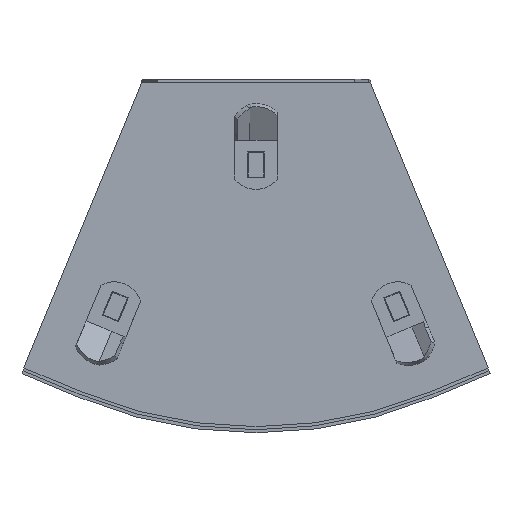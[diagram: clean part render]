
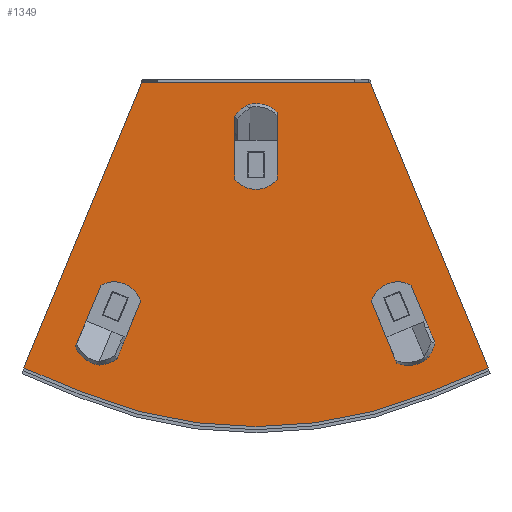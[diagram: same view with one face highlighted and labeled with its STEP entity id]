
A CAD part, front view. The second image highlights one B-rep face of the part: STEP entity #1349.
In plain terms, the highlighted planar face has unit normal (0, -1, 0).
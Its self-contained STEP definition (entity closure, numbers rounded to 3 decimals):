
#61 = CARTESIAN_POINT ( 'NONE',  ( -46.012, -1., -91.789 ) ) ;
#75 = CARTESIAN_POINT ( 'NONE',  ( 37.332, -1., -12.481 ) ) ;
#105 = CARTESIAN_POINT ( 'NONE',  ( 37.279, -1., -12.304 ) ) ;
#115 = VECTOR ( 'NONE', #554, 1000. ) ;
#117 = DIRECTION ( 'NONE',  ( 0., -1., 0. ) ) ;
#133 = AXIS2_PLACEMENT_3D ( 'NONE', #2800, #829, #202 ) ;
#137 = CARTESIAN_POINT ( 'NONE',  ( -56.734, -1., -113.668 ) ) ;
#141 = CIRCLE ( 'NONE', #1328, 148.5 ) ;
#161 = ORIENTED_EDGE ( 'NONE', *, *, #916, .F. ) ;
#167 = EDGE_CURVE ( 'NONE', #1658, #356, #565, .T. ) ;
#193 = LINE ( 'NONE', #463, #694 ) ;
#202 = DIRECTION ( 'NONE',  ( 0., 0., 1. ) ) ;
#217 = EDGE_CURVE ( 'NONE', #356, #1658, #1617, .T. ) ;
#220 = EDGE_CURVE ( 'NONE', #1486, #1276, #901, .T. ) ;
#234 = CARTESIAN_POINT ( 'NONE',  ( -37.561, -1., -12.987 ) ) ;
#240 = CARTESIAN_POINT ( 'NONE',  ( -46.012, -1., -85.639 ) ) ;
#261 = CARTESIAN_POINT ( 'NONE',  ( -37.399, -1., -12.655 ) ) ;
#273 = CARTESIAN_POINT ( 'NONE',  ( 56.734, -1., -113.668 ) ) ;
#323 = CIRCLE ( 'NONE', #1088, 6.15 ) ;
#356 = VERTEX_POINT ( 'NONE', #2801 ) ;
#375 = ORIENTED_EDGE ( 'NONE', *, *, #217, .F. ) ;
#381 = ORIENTED_EDGE ( 'NONE', *, *, #1266, .F. ) ;
#384 = DIRECTION ( 'NONE',  ( 0., 0., 1. ) ) ;
#391 = DIRECTION ( 'NONE',  ( 0., 1., 0. ) ) ;
#463 = CARTESIAN_POINT ( 'NONE',  ( 32.25, -1., 0. ) ) ;
#479 = EDGE_CURVE ( 'NONE', #871, #2359, #992, .T. ) ;
#481 = VERTEX_POINT ( 'NONE', #1959 ) ;
#485 = ORIENTED_EDGE ( 'NONE', *, *, #889, .F. ) ;
#515 = VERTEX_POINT ( 'NONE', #876 ) ;
#550 = CARTESIAN_POINT ( 'NONE',  ( 37.655, -1., -13.146 ) ) ;
#554 = DIRECTION ( 'NONE',  ( 0.382, 0., 0.924 ) ) ;
#565 = CIRCLE ( 'NONE', #2238, 6.15 ) ;
#595 = B_SPLINE_CURVE_WITH_KNOTS ( 'NONE', 3,
 ( #2693, #550, #2263, #1384, #75, #105 ),
 .UNSPECIFIED., .F., .F.,
 ( 4, 2, 4 ),
 ( 0.003, 0.003, 0.004 ),
 .UNSPECIFIED. ) ;
#598 = FACE_BOUND ( 'NONE', #1758, .T. ) ;
#634 = EDGE_CURVE ( 'NONE', #1917, #1276, #595, .T. ) ;
#642 = CARTESIAN_POINT ( 'NONE',  ( 75.956, -1., -105.722 ) ) ;
#644 = CARTESIAN_POINT ( 'NONE',  ( 75.956, -1., -105.722 ) ) ;
#694 = VECTOR ( 'NONE', #1987, 1000. ) ;
#715 = DIRECTION ( 'NONE',  ( -0.924, 0., -0.382 ) ) ;
#747 = AXIS2_PLACEMENT_3D ( 'NONE', #1914, #1673, #2792 ) ;
#760 = CIRCLE ( 'NONE', #133, 6.15 ) ;
#762 = ORIENTED_EDGE ( 'NONE', *, *, #220, .F. ) ;
#766 = CARTESIAN_POINT ( 'NONE',  ( 0., -1., -12.304 ) ) ;
#793 = EDGE_CURVE ( 'NONE', #1122, #481, #760, .T. ) ;
#809 = B_SPLINE_CURVE_WITH_KNOTS ( 'NONE', 3,
 ( #1554, #899, #234, #261, #2006, #1534 ),
 .UNSPECIFIED., .F., .F.,
 ( 4, 2, 4 ),
 ( 0.003, 0.003, 0.004 ),
 .UNSPECIFIED. ) ;
#829 = DIRECTION ( 'NONE',  ( 0., -1., 0. ) ) ;
#871 = VERTEX_POINT ( 'NONE', #642 ) ;
#876 = CARTESIAN_POINT ( 'NONE',  ( -75.956, -1., -105.722 ) ) ;
#877 = CARTESIAN_POINT ( 'NONE',  ( -37.279, -1., -12.304 ) ) ;
#889 = EDGE_CURVE ( 'NONE', #1106, #1486, #809, .T. ) ;
#899 = CARTESIAN_POINT ( 'NONE',  ( -37.655, -1., -13.146 ) ) ;
#901 = LINE ( 'NONE', #766, #1341 ) ;
#916 = EDGE_CURVE ( 'NONE', #1917, #871, #193, .T. ) ;
#954 = CIRCLE ( 'NONE', #1774, 6.15 ) ;
#965 = ORIENTED_EDGE ( 'NONE', *, *, #793, .F. ) ;
#967 = DIRECTION ( 'NONE',  ( 0., -1., 0. ) ) ;
#992 = LINE ( 'NONE', #644, #2808 ) ;
#1004 = EDGE_CURVE ( 'NONE', #1757, #2481, #954, .T. ) ;
#1006 = PLANE ( 'NONE',  #747 ) ;
#1080 = CARTESIAN_POINT ( 'NONE',  ( -46.012, -1., -79.489 ) ) ;
#1088 = AXIS2_PLACEMENT_3D ( 'NONE', #1176, #967, #1445 ) ;
#1090 = FACE_OUTER_BOUND ( 'NONE', #1223, .T. ) ;
#1106 = VERTEX_POINT ( 'NONE', #2476 ) ;
#1122 = VERTEX_POINT ( 'NONE', #2268 ) ;
#1145 = LINE ( 'NONE', #137, #2378 ) ;
#1176 = CARTESIAN_POINT ( 'NONE',  ( -46.012, -1., -85.639 ) ) ;
#1219 = DIRECTION ( 'NONE',  ( 0., 0., 1. ) ) ;
#1223 = EDGE_LOOP ( 'NONE', ( #161, #2310, #762, #485, #2234, #2341, #1481, #2668 ) ) ;
#1266 = EDGE_CURVE ( 'NONE', #2481, #1757, #323, .T. ) ;
#1276 = VERTEX_POINT ( 'NONE', #2314 ) ;
#1292 = ORIENTED_EDGE ( 'NONE', *, *, #1004, .F. ) ;
#1324 = EDGE_CURVE ( 'NONE', #481, #1122, #2425, .T. ) ;
#1328 = AXIS2_PLACEMENT_3D ( 'NONE', #2567, #391, #2317 ) ;
#1341 = VECTOR ( 'NONE', #2291, 1000. ) ;
#1349 = ADVANCED_FACE ( 'NONE', ( #2670, #598, #2028, #1090 ), #1006, .F. ) ;
#1384 = CARTESIAN_POINT ( 'NONE',  ( 37.399, -1., -12.655 ) ) ;
#1410 = CARTESIAN_POINT ( 'NONE',  ( -75.956, -1., -105.722 ) ) ;
#1413 = CARTESIAN_POINT ( 'NONE',  ( 0., -1., -39.3 ) ) ;
#1419 = DIRECTION ( 'NONE',  ( -0.924, 0., 0.382 ) ) ;
#1435 = ORIENTED_EDGE ( 'NONE', *, *, #167, .F. ) ;
#1445 = DIRECTION ( 'NONE',  ( 0., 0., 1. ) ) ;
#1481 = ORIENTED_EDGE ( 'NONE', *, *, #2782, .F. ) ;
#1486 = VERTEX_POINT ( 'NONE', #877 ) ;
#1534 = CARTESIAN_POINT ( 'NONE',  ( -37.279, -1., -12.304 ) ) ;
#1554 = CARTESIAN_POINT ( 'NONE',  ( -37.75, -1., -13.304 ) ) ;
#1574 = CARTESIAN_POINT ( 'NONE',  ( 46.012, -1., -91.789 ) ) ;
#1617 = CIRCLE ( 'NONE', #1848, 6.15 ) ;
#1658 = VERTEX_POINT ( 'NONE', #1574 ) ;
#1673 = DIRECTION ( 'NONE',  ( 0., 1., 0. ) ) ;
#1757 = VERTEX_POINT ( 'NONE', #61 ) ;
#1758 = EDGE_LOOP ( 'NONE', ( #375, #1435 ) ) ;
#1774 = AXIS2_PLACEMENT_3D ( 'NONE', #240, #2399, #2426 ) ;
#1786 = EDGE_CURVE ( 'NONE', #515, #1106, #2459, .T. ) ;
#1848 = AXIS2_PLACEMENT_3D ( 'NONE', #2102, #2727, #384 ) ;
#1875 = CARTESIAN_POINT ( 'NONE',  ( 46.012, -1., -85.639 ) ) ;
#1893 = DIRECTION ( 'NONE',  ( 0., -1., 0. ) ) ;
#1914 = CARTESIAN_POINT ( 'NONE',  ( 0., -1., 23.567 ) ) ;
#1917 = VERTEX_POINT ( 'NONE', #2514 ) ;
#1959 = CARTESIAN_POINT ( 'NONE',  ( 0., -1., -33.15 ) ) ;
#1987 = DIRECTION ( 'NONE',  ( 0.382, 0., -0.924 ) ) ;
#2006 = CARTESIAN_POINT ( 'NONE',  ( -37.332, -1., -12.481 ) ) ;
#2028 = FACE_BOUND ( 'NONE', #2375, .T. ) ;
#2082 = DIRECTION ( 'NONE',  ( 0., 0., 1. ) ) ;
#2102 = CARTESIAN_POINT ( 'NONE',  ( 46.012, -1., -85.639 ) ) ;
#2184 = AXIS2_PLACEMENT_3D ( 'NONE', #1413, #117, #2082 ) ;
#2234 = ORIENTED_EDGE ( 'NONE', *, *, #1786, .F. ) ;
#2238 = AXIS2_PLACEMENT_3D ( 'NONE', #1875, #1893, #1219 ) ;
#2263 = CARTESIAN_POINT ( 'NONE',  ( 37.561, -1., -12.987 ) ) ;
#2268 = CARTESIAN_POINT ( 'NONE',  ( 0., -1., -45.45 ) ) ;
#2291 = DIRECTION ( 'NONE',  ( 1., 0., 0. ) ) ;
#2310 = ORIENTED_EDGE ( 'NONE', *, *, #634, .T. ) ;
#2314 = CARTESIAN_POINT ( 'NONE',  ( 37.279, -1., -12.304 ) ) ;
#2317 = DIRECTION ( 'NONE',  ( 0., 0., 1. ) ) ;
#2341 = ORIENTED_EDGE ( 'NONE', *, *, #2692, .F. ) ;
#2359 = VERTEX_POINT ( 'NONE', #273 ) ;
#2375 = EDGE_LOOP ( 'NONE', ( #381, #1292 ) ) ;
#2378 = VECTOR ( 'NONE', #1419, 1000. ) ;
#2399 = DIRECTION ( 'NONE',  ( 0., -1., 0. ) ) ;
#2418 = EDGE_LOOP ( 'NONE', ( #2590, #965 ) ) ;
#2425 = CIRCLE ( 'NONE', #2184, 6.15 ) ;
#2426 = DIRECTION ( 'NONE',  ( 0., 0., 1. ) ) ;
#2459 = LINE ( 'NONE', #1410, #115 ) ;
#2476 = CARTESIAN_POINT ( 'NONE',  ( -37.75, -1., -13.304 ) ) ;
#2481 = VERTEX_POINT ( 'NONE', #1080 ) ;
#2514 = CARTESIAN_POINT ( 'NONE',  ( 37.75, -1., -13.304 ) ) ;
#2521 = VERTEX_POINT ( 'NONE', #2690 ) ;
#2567 = CARTESIAN_POINT ( 'NONE',  ( 0., -1., 23.567 ) ) ;
#2590 = ORIENTED_EDGE ( 'NONE', *, *, #1324, .F. ) ;
#2668 = ORIENTED_EDGE ( 'NONE', *, *, #479, .F. ) ;
#2670 = FACE_BOUND ( 'NONE', #2418, .T. ) ;
#2690 = CARTESIAN_POINT ( 'NONE',  ( -56.734, -1., -113.668 ) ) ;
#2692 = EDGE_CURVE ( 'NONE', #2521, #515, #1145, .T. ) ;
#2693 = CARTESIAN_POINT ( 'NONE',  ( 37.75, -1., -13.304 ) ) ;
#2727 = DIRECTION ( 'NONE',  ( 0., -1., 0. ) ) ;
#2782 = EDGE_CURVE ( 'NONE', #2359, #2521, #141, .T. ) ;
#2792 = DIRECTION ( 'NONE',  ( 0., 0., 1. ) ) ;
#2800 = CARTESIAN_POINT ( 'NONE',  ( 0., -1., -39.3 ) ) ;
#2801 = CARTESIAN_POINT ( 'NONE',  ( 46.012, -1., -79.489 ) ) ;
#2808 = VECTOR ( 'NONE', #715, 1000. ) ;
